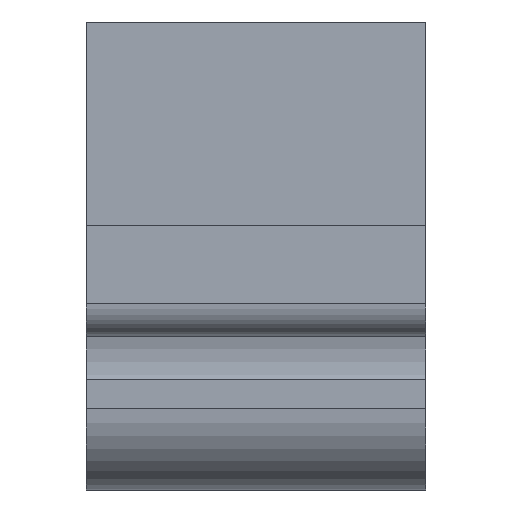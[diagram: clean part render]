
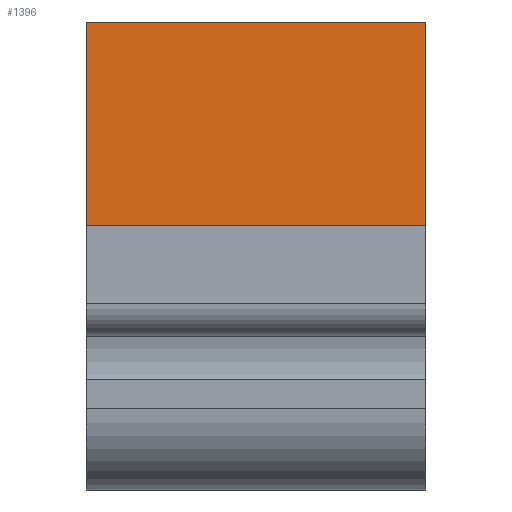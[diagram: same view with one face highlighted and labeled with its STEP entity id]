
A CAD part, front view. The second image highlights one B-rep face of the part: STEP entity #1396.
In plain terms, the highlighted planar face has unit normal (0, -1, 0).
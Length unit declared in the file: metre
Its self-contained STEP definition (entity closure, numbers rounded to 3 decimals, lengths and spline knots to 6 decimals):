
#412=ORIENTED_EDGE('',*,*,#420,.T.);
#413=ORIENTED_EDGE('',*,*,#483,.F.);
#414=ORIENTED_EDGE('',*,*,#617,.F.);
#415=ORIENTED_EDGE('',*,*,#496,.T.);
#420=EDGE_CURVE('',#618,#619,#750,.T.);
#483=EDGE_CURVE('',#681,#619,#812,.T.);
#496=EDGE_CURVE('',#691,#618,#822,.T.);
#617=EDGE_CURVE('',#691,#681,#939,.T.);
#618=VERTEX_POINT('',#1834);
#619=VERTEX_POINT('',#1835);
#681=VERTEX_POINT('',#1960);
#691=VERTEX_POINT('',#1987);
#750=LINE('',#1833,#940);
#812=LINE('',#1961,#1002);
#822=LINE('',#1986,#1012);
#939=LINE('',#2228,#1129);
#940=VECTOR('',#1491,1.);
#1002=VECTOR('',#1557,1.);
#1012=VECTOR('',#1579,1.);
#1129=VECTOR('',#1828,1.);
#1196=EDGE_LOOP('',(#412,#413,#414,#415));
#1264=FACE_BOUND('',#1196,.T.);
#1328=PLANE('',#1485);
#1396=ADVANCED_FACE('',(#1264),#1328,.F.);
#1485=AXIS2_PLACEMENT_3D('',#2227,#1826,#1827);
#1491=DIRECTION('',(1.,0.,0.));
#1557=DIRECTION('',(0.,0.,-1.));
#1579=DIRECTION('',(0.,0.,-1.));
#1826=DIRECTION('',(0.,1.,0.));
#1827=DIRECTION('',(0.,0.,1.));
#1828=DIRECTION('',(1.,0.,0.));
#1833=CARTESIAN_POINT('',(-0.01085,0.036643,0.001821));
#1834=CARTESIAN_POINT('',(-0.01335,0.036643,0.001821));
#1835=CARTESIAN_POINT('',(-0.00835,0.036643,0.001821));
#1960=CARTESIAN_POINT('',(-0.00835,0.036643,0.004821));
#1961=CARTESIAN_POINT('',(-0.00835,0.036643,0.004821));
#1986=CARTESIAN_POINT('',(-0.01335,0.036643,0.004821));
#1987=CARTESIAN_POINT('',(-0.01335,0.036643,0.004821));
#2227=CARTESIAN_POINT('',(-0.01085,0.036643,0.004821));
#2228=CARTESIAN_POINT('',(-0.01085,0.036643,0.004821));
